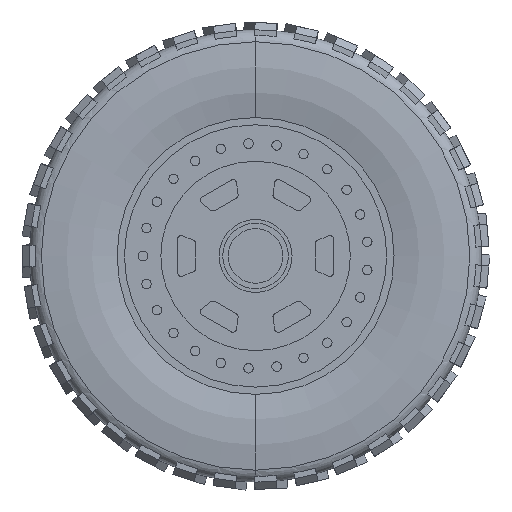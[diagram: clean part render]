
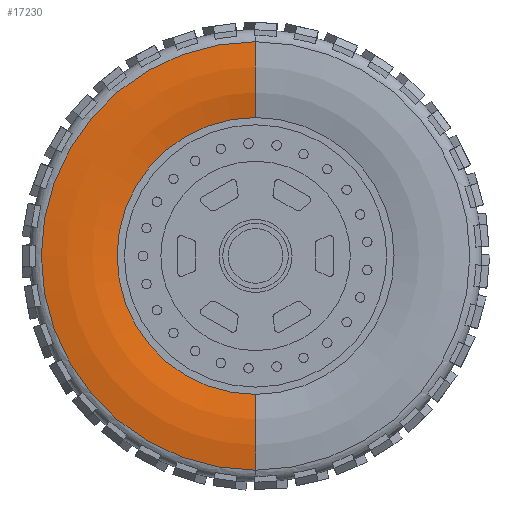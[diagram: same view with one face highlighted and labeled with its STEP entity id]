
A CAD part, left-side view. The second image highlights one B-rep face of the part: STEP entity #17230.
In plain terms, the highlighted toroidal (fillet/blend) face has major radius 25 mm and minor radius 22.056 mm.
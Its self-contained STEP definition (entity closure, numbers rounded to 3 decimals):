
#993 = CARTESIAN_POINT ( 'NONE',  ( 21.224, 0., 25. ) ) ;
#1309 = CARTESIAN_POINT ( 'NONE',  ( 0., 0., -19. ) ) ;
#1424 = CARTESIAN_POINT ( 'NONE',  ( 0., 0., 0. ) ) ;
#3709 = DIRECTION ( 'NONE',  ( 0., 0., 1. ) ) ;
#4903 = TOROIDAL_SURFACE ( 'NONE', #14617, 25., 22.056 ) ;
#5445 = VERTEX_POINT ( 'NONE', #17049 ) ;
#5458 = CIRCLE ( 'NONE', #27694, 19. ) ;
#6440 = CIRCLE ( 'NONE', #7368, 22.056 ) ;
#6721 = ORIENTED_EDGE ( 'NONE', *, *, #26957, .F. ) ;
#7368 = AXIS2_PLACEMENT_3D ( 'NONE', #993, #22037, #16833 ) ;
#7868 = CARTESIAN_POINT ( 'NONE',  ( -0.389, 0., -29.399 ) ) ;
#11617 = ORIENTED_EDGE ( 'NONE', *, *, #20562, .T. ) ;
#14353 = DIRECTION ( 'NONE',  ( 0., 0., 1. ) ) ;
#14492 = ORIENTED_EDGE ( 'NONE', *, *, #15189, .F. ) ;
#14617 = AXIS2_PLACEMENT_3D ( 'NONE', #32081, #27227, #16644 ) ;
#14930 = DIRECTION ( 'NONE',  ( 0., 0., -1. ) ) ;
#15189 = EDGE_CURVE ( 'NONE', #5445, #30243, #5458, .T. ) ;
#15278 = EDGE_CURVE ( 'NONE', #27658, #20560, #28736, .T. ) ;
#16644 = DIRECTION ( 'NONE',  ( 0., 0., 1. ) ) ;
#16833 = DIRECTION ( 'NONE',  ( 0., 0., -1. ) ) ;
#17049 = CARTESIAN_POINT ( 'NONE',  ( 0., 0., 19. ) ) ;
#17230 = ADVANCED_FACE ( 'NONE', ( #24404 ), #4903, .T. ) ;
#17717 = DIRECTION ( 'NONE',  ( -1., 0., 0. ) ) ;
#18800 = AXIS2_PLACEMENT_3D ( 'NONE', #22808, #17717, #14930 ) ;
#20560 = VERTEX_POINT ( 'NONE', #7868 ) ;
#20562 = EDGE_CURVE ( 'NONE', #20560, #30243, #32161, .T. ) ;
#22021 = AXIS2_PLACEMENT_3D ( 'NONE', #23878, #31417, #14353 ) ;
#22037 = DIRECTION ( 'NONE',  ( 0., -1., 0. ) ) ;
#22808 = CARTESIAN_POINT ( 'NONE',  ( -0.389, 0., 0. ) ) ;
#23878 = CARTESIAN_POINT ( 'NONE',  ( 21.224, 0., -25. ) ) ;
#24404 = FACE_OUTER_BOUND ( 'NONE', #27729, .T. ) ;
#26957 = EDGE_CURVE ( 'NONE', #27658, #5445, #6440, .T. ) ;
#27027 = ORIENTED_EDGE ( 'NONE', *, *, #15278, .T. ) ;
#27227 = DIRECTION ( 'NONE',  ( -1., 0., 0. ) ) ;
#27482 = DIRECTION ( 'NONE',  ( -1., 0., 0. ) ) ;
#27658 = VERTEX_POINT ( 'NONE', #30811 ) ;
#27694 = AXIS2_PLACEMENT_3D ( 'NONE', #1424, #27482, #3709 ) ;
#27729 = EDGE_LOOP ( 'NONE', ( #27027, #11617, #14492, #6721 ) ) ;
#28736 = CIRCLE ( 'NONE', #18800, 29.399 ) ;
#30243 = VERTEX_POINT ( 'NONE', #1309 ) ;
#30811 = CARTESIAN_POINT ( 'NONE',  ( -0.389, 0., 29.399 ) ) ;
#31417 = DIRECTION ( 'NONE',  ( 0., 1., 0. ) ) ;
#32081 = CARTESIAN_POINT ( 'NONE',  ( 21.224, 0., 0. ) ) ;
#32161 = CIRCLE ( 'NONE', #22021, 22.056 ) ;
